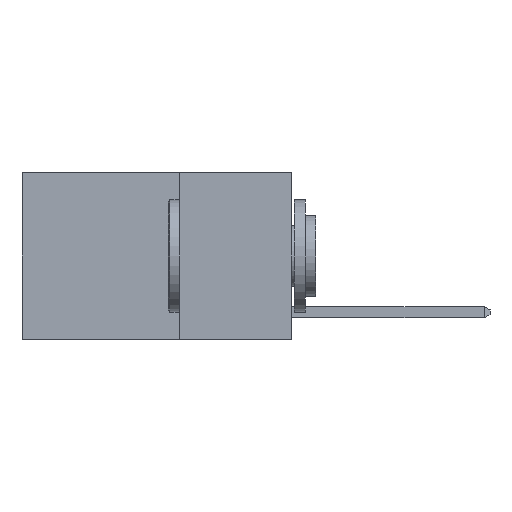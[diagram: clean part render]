
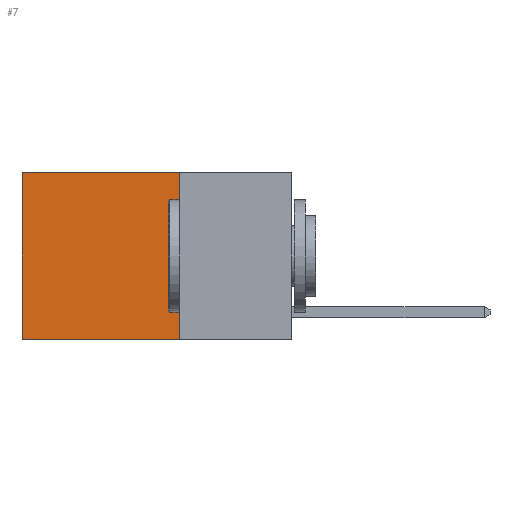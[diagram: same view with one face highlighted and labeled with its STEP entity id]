
A CAD part, left-side view. The second image highlights one B-rep face of the part: STEP entity #7.
In plain terms, the highlighted planar face has unit normal (-1, 0, 0).
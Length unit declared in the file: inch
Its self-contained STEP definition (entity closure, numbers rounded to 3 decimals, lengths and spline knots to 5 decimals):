
#7 = ADVANCED_FACE ( 'NONE', ( #1027 ), #6442, .F. ) ;
#114 = CARTESIAN_POINT ( 'NONE',  ( 0.2625, 0.25, 0. ) ) ;
#155 = LINE ( 'NONE', #8322, #3429 ) ;
#159 = ORIENTED_EDGE ( 'NONE', *, *, #3840, .F. ) ;
#271 = EDGE_LOOP ( 'NONE', ( #5450, #159, #3848, #387 ) ) ;
#387 = ORIENTED_EDGE ( 'NONE', *, *, #1664, .T. ) ;
#625 = VERTEX_POINT ( 'NONE', #4366 ) ;
#651 = DIRECTION ( 'NONE',  ( 1., 0., 0. ) ) ;
#877 = CARTESIAN_POINT ( 'NONE',  ( 0.2625, 0.6, -0.37 ) ) ;
#1027 = FACE_OUTER_BOUND ( 'NONE', #271, .T. ) ;
#1664 = EDGE_CURVE ( 'NONE', #5577, #7713, #2623, .T. ) ;
#2013 = VECTOR ( 'NONE', #5659, 39.37008 ) ;
#2389 = VECTOR ( 'NONE', #5038, 39.37008 ) ;
#2623 = LINE ( 'NONE', #4339, #2389 ) ;
#3373 = CARTESIAN_POINT ( 'NONE',  ( 0.2625, 0.6, 0. ) ) ;
#3429 = VECTOR ( 'NONE', #3661, 39.37008 ) ;
#3661 = DIRECTION ( 'NONE',  ( 0., 0., -1. ) ) ;
#3840 = EDGE_CURVE ( 'NONE', #625, #7230, #8033, .T. ) ;
#3848 = ORIENTED_EDGE ( 'NONE', *, *, #7213, .F. ) ;
#4339 = CARTESIAN_POINT ( 'NONE',  ( 0.2625, 0.25, 0. ) ) ;
#4366 = CARTESIAN_POINT ( 'NONE',  ( 0.2625, 0.25, -0.37 ) ) ;
#4465 = VECTOR ( 'NONE', #8420, 39.37008 ) ;
#4666 = EDGE_CURVE ( 'NONE', #7713, #7230, #155, .T. ) ;
#5038 = DIRECTION ( 'NONE',  ( 0., 1., 0. ) ) ;
#5116 = CARTESIAN_POINT ( 'NONE',  ( 0.2625, 0.25, -0.37 ) ) ;
#5450 = ORIENTED_EDGE ( 'NONE', *, *, #4666, .T. ) ;
#5577 = VERTEX_POINT ( 'NONE', #8208 ) ;
#5659 = DIRECTION ( 'NONE',  ( 0., 0., -1. ) ) ;
#6442 = PLANE ( 'NONE',  #6584 ) ;
#6584 = AXIS2_PLACEMENT_3D ( 'NONE', #7452, #651, #6906 ) ;
#6906 = DIRECTION ( 'NONE',  ( 0., 0., -1. ) ) ;
#7213 = EDGE_CURVE ( 'NONE', #5577, #625, #7377, .T. ) ;
#7230 = VERTEX_POINT ( 'NONE', #877 ) ;
#7377 = LINE ( 'NONE', #114, #2013 ) ;
#7452 = CARTESIAN_POINT ( 'NONE',  ( 0.2625, 0.25, 0. ) ) ;
#7713 = VERTEX_POINT ( 'NONE', #3373 ) ;
#8033 = LINE ( 'NONE', #5116, #4465 ) ;
#8208 = CARTESIAN_POINT ( 'NONE',  ( 0.2625, 0.25, 0. ) ) ;
#8322 = CARTESIAN_POINT ( 'NONE',  ( 0.2625, 0.6, 0. ) ) ;
#8420 = DIRECTION ( 'NONE',  ( 0., 1., 0. ) ) ;
